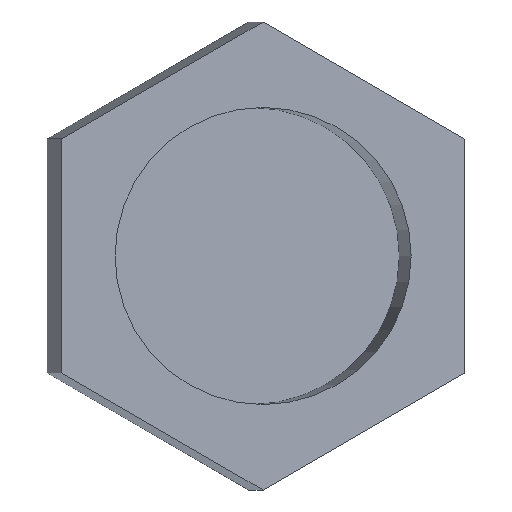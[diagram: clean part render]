
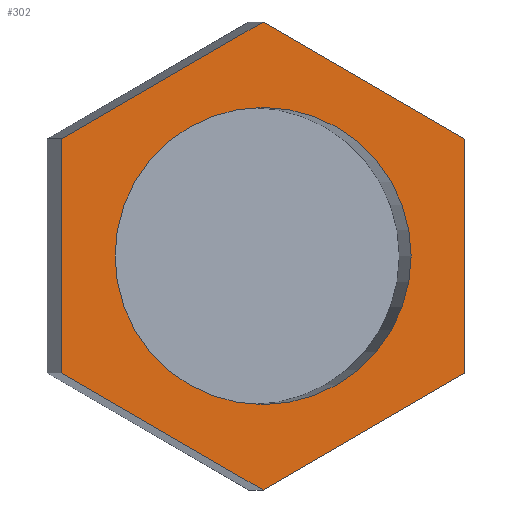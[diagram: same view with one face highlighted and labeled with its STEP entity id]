
A CAD part, front view. The second image highlights one B-rep face of the part: STEP entity #302.
In plain terms, the highlighted planar face has unit normal (0.087, -0.996, 0).
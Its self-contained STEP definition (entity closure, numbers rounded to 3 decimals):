
#15=FACE_BOUND('',#51,.T.);
#17=CIRCLE('',#327,2.2);
#33=FACE_OUTER_BOUND('',#50,.T.);
#50=EDGE_LOOP('',(#247,#248,#249,#250,#251,#252));
#51=EDGE_LOOP('',(#253));
#75=LINE('',#462,#112);
#79=LINE('',#470,#116);
#82=LINE('',#476,#119);
#85=LINE('',#482,#122);
#88=LINE('',#488,#125);
#91=LINE('',#493,#128);
#112=VECTOR('',#380,10.);
#116=VECTOR('',#386,10.);
#119=VECTOR('',#391,10.);
#122=VECTOR('',#396,10.);
#125=VECTOR('',#401,10.);
#128=VECTOR('',#406,10.);
#142=VERTEX_POINT('',#454);
#144=VERTEX_POINT('',#460);
#145=VERTEX_POINT('',#461);
#148=VERTEX_POINT('',#469);
#150=VERTEX_POINT('',#475);
#152=VERTEX_POINT('',#481);
#154=VERTEX_POINT('',#487);
#174=EDGE_CURVE('',#142,#142,#17,.T.);
#177=EDGE_CURVE('',#144,#145,#75,.T.);
#181=EDGE_CURVE('',#145,#148,#79,.T.);
#184=EDGE_CURVE('',#148,#150,#82,.T.);
#187=EDGE_CURVE('',#150,#152,#85,.T.);
#190=EDGE_CURVE('',#152,#154,#88,.T.);
#193=EDGE_CURVE('',#154,#144,#91,.T.);
#247=ORIENTED_EDGE('',*,*,#193,.T.);
#248=ORIENTED_EDGE('',*,*,#177,.T.);
#249=ORIENTED_EDGE('',*,*,#181,.T.);
#250=ORIENTED_EDGE('',*,*,#184,.T.);
#251=ORIENTED_EDGE('',*,*,#187,.T.);
#252=ORIENTED_EDGE('',*,*,#190,.T.);
#253=ORIENTED_EDGE('',*,*,#174,.T.);
#285=PLANE('',#335);
#302=ADVANCED_FACE('',(#33,#15),#285,.T.);
#327=AXIS2_PLACEMENT_3D('',#455,#373,#374);
#335=AXIS2_PLACEMENT_3D('',#495,#408,#409);
#373=DIRECTION('center_axis',(-0.087,0.996,0.));
#374=DIRECTION('ref_axis',(0.863,0.075,-0.5));
#380=DIRECTION('',(0.863,0.075,0.5));
#386=DIRECTION('',(0.,0.,1.));
#391=DIRECTION('',(-0.863,-0.075,0.5));
#396=DIRECTION('',(-0.863,-0.075,-0.5));
#401=DIRECTION('',(0.,0.,-1.));
#406=DIRECTION('',(0.863,0.075,-0.5));
#408=DIRECTION('center_axis',(0.087,-0.996,0.));
#409=DIRECTION('ref_axis',(0.863,0.075,-0.5));
#454=CARTESIAN_POINT('',(-2.266,-4.642,0.726));
#455=CARTESIAN_POINT('Origin',(-0.368,-4.476,-0.374));
#460=CARTESIAN_POINT('',(-0.368,-4.476,-3.838));
#461=CARTESIAN_POINT('',(2.62,-4.215,-2.106));
#462=CARTESIAN_POINT('',(-0.368,-4.476,-3.838));
#469=CARTESIAN_POINT('',(2.62,-4.215,1.358));
#470=CARTESIAN_POINT('',(2.62,-4.215,-2.106));
#475=CARTESIAN_POINT('',(-0.368,-4.476,3.09));
#476=CARTESIAN_POINT('',(2.62,-4.215,1.358));
#481=CARTESIAN_POINT('',(-3.357,-4.738,1.358));
#482=CARTESIAN_POINT('',(-0.368,-4.476,3.09));
#487=CARTESIAN_POINT('',(-3.357,-4.738,-2.106));
#488=CARTESIAN_POINT('',(-3.357,-4.738,1.358));
#493=CARTESIAN_POINT('',(-3.357,-4.738,-2.106));
#495=CARTESIAN_POINT('Origin',(-0.368,-4.476,-0.374));
